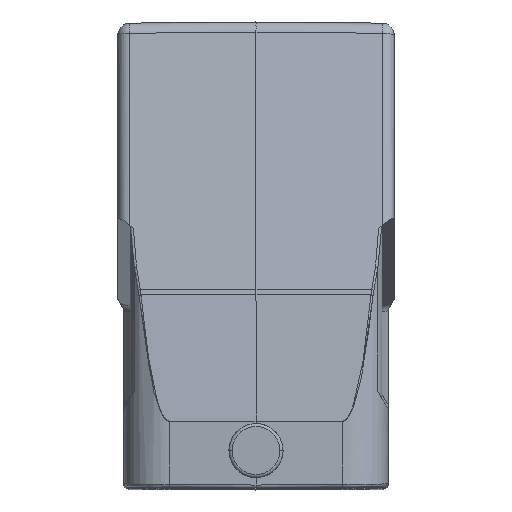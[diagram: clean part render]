
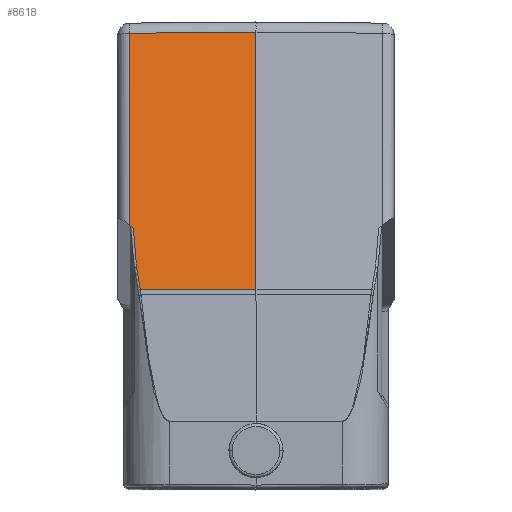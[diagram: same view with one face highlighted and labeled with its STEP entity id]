
A CAD part, top view. The second image highlights one B-rep face of the part: STEP entity #8618.
In plain terms, the highlighted planar face has unit normal (-0.009, 0.174, 0.985).
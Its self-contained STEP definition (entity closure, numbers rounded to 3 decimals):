
#59=CARTESIAN_POINT('',(-20.517,-11.704,56.062));
#67=DIRECTION('',(0.,-0.985,0.174));
#68=VECTOR('',#67,31.771);
#69=CARTESIAN_POINT('',(-20.517,19.584,50.546));
#70=LINE('',#69,#68);
#71=DIRECTION('',(0.762,-0.637,0.119));
#72=VECTOR('',#71,0.727);
#73=CARTESIAN_POINT('',(-20.517,-11.704,56.062));
#74=LINE('',#73,#72);
#83=CARTESIAN_POINT('',(-19.449,-18.497,57.27));
#84=CARTESIAN_POINT('',(-19.749,-16.402,56.898));
#85=CARTESIAN_POINT('',(-19.895,-14.285,56.523));
#86=CARTESIAN_POINT('',(-19.963,-12.168,56.149));
#88=DIRECTION('',(1.,0.009,0.007));
#89=VECTOR('',#88,20.519);
#90=CARTESIAN_POINT('',(-20.517,19.584,50.546));
#91=LINE('',#90,#89);
#92=DIRECTION('',(0.,-0.985,0.174));
#93=VECTOR('',#92,42.562);
#94=CARTESIAN_POINT('',(0.,19.763,50.696));
#95=LINE('',#94,#93);
#96=CARTESIAN_POINT('',(-18.848,-22.177,57.924));
#97=CARTESIAN_POINT('',(-19.075,-20.955,57.706));
#98=CARTESIAN_POINT('',(-19.272,-19.728,57.488));
#99=CARTESIAN_POINT('',(-19.449,-18.497,57.27));
#136=DIRECTION('',(1.,0.001,0.009));
#137=VECTOR('',#136,18.848);
#138=CARTESIAN_POINT('',(-18.848,-22.177,57.924));
#139=LINE('',#138,#137);
#7083=VERTEX_POINT('',#59);
#7084=CARTESIAN_POINT('',(-20.517,19.584,50.546));
#7085=VERTEX_POINT('',#7084);
#7086=CARTESIAN_POINT('',(-19.963,-12.168,
56.149));
#7087=VERTEX_POINT('',#7086);
#7094=VERTEX_POINT('',#83);
#7095=CARTESIAN_POINT('',(0.,19.763,
50.696));
#7096=VERTEX_POINT('',#7095);
#7097=CARTESIAN_POINT('',(0.,-22.152,
58.087));
#7098=VERTEX_POINT('',#7097);
#7099=CARTESIAN_POINT('',(-18.848,-22.177,
57.924));
#7100=VERTEX_POINT('',#7099);
#8599=CARTESIAN_POINT('',(0.,21.415,50.404));
#8600=DIRECTION('',(-0.009,0.174,0.985));
#8601=DIRECTION('',(0.,-0.985,0.174));
#8602=AXIS2_PLACEMENT_3D('',#8599,#8600,#8601);
#8603=PLANE('',#8602);
#8605=ORIENTED_EDGE('',*,*,#8604,.T.);
#8606=ORIENTED_EDGE('',*,*,#8582,.F.);
#8607=ORIENTED_EDGE('',*,*,#8572,.F.);
#8609=ORIENTED_EDGE('',*,*,#8608,.T.);
#8611=ORIENTED_EDGE('',*,*,#8610,.T.);
#8613=ORIENTED_EDGE('',*,*,#8612,.F.);
#8615=ORIENTED_EDGE('',*,*,#8614,.T.);
#8616=EDGE_LOOP('',(#8605,#8606,#8607,#8609,#8611,#8613,#8615));
#8617=FACE_OUTER_BOUND('',#8616,.F.);
#8618=ADVANCED_FACE('',(#8617),#8603,.T.);
#87=B_SPLINE_CURVE_WITH_KNOTS('',3,(#83,#84,#85,#86),.UNSPECIFIED.,.F.,.F.,(4,
4),(0.,1.),.UNSPECIFIED.);
#100=B_SPLINE_CURVE_WITH_KNOTS('',3,(#96,#97,#98,#99),.UNSPECIFIED.,.F.,.F.,(4,
4),(0.,1.),.UNSPECIFIED.);
#8572=EDGE_CURVE('',#7085,#7083,#70,.T.);
#8582=EDGE_CURVE('',#7083,#7087,#74,.T.);
#8604=EDGE_CURVE('',#7094,#7087,#87,.T.);
#8608=EDGE_CURVE('',#7085,#7096,#91,.T.);
#8610=EDGE_CURVE('',#7096,#7098,#95,.T.);
#8612=EDGE_CURVE('',#7100,#7098,#139,.T.);
#8614=EDGE_CURVE('',#7100,#7094,#100,.T.);
